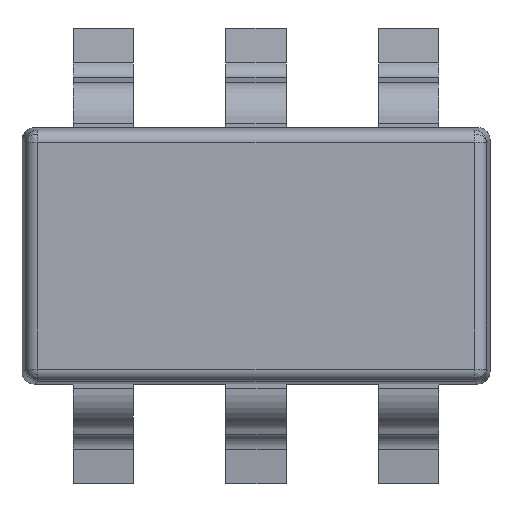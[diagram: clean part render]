
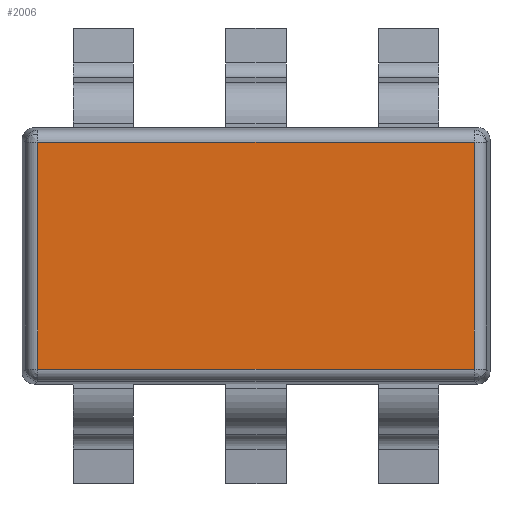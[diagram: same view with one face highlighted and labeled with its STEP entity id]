
A CAD part, top view. The second image highlights one B-rep face of the part: STEP entity #2006.
In plain terms, the highlighted face is planar.
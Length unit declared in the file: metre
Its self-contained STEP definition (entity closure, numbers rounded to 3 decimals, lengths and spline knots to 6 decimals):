
#18 = DIRECTION ( 'NONE',  ( 0., 0., -1. ) ) ;
#62 = LINE ( 'NONE', #2309, #338 ) ;
#117 = VERTEX_POINT ( 'NONE', #719 ) ;
#197 = ORIENTED_EDGE ( 'NONE', *, *, #2178, .T. ) ;
#271 = LINE ( 'NONE', #1546, #1368 ) ;
#317 = CARTESIAN_POINT ( 'NONE',  ( 0.001362, 0.000254, -0.000708 ) ) ;
#338 = VECTOR ( 'NONE', #18, 1. ) ;
#405 = EDGE_CURVE ( 'NONE', #117, #2362, #2363, .T. ) ;
#457 = VERTEX_POINT ( 'NONE', #1346 ) ;
#498 = PLANE ( 'NONE',  #1996 ) ;
#566 = DIRECTION ( 'NONE',  ( 1., 0., 0. ) ) ;
#620 = CARTESIAN_POINT ( 'NONE',  ( 0.001362, 0.000254, 0.000708 ) ) ;
#719 = CARTESIAN_POINT ( 'NONE',  ( -0.001362, 0.000254, 0.000708 ) ) ;
#777 = CARTESIAN_POINT ( 'NONE',  ( 0., 0.000254, 0.000708 ) ) ;
#789 = LINE ( 'NONE', #1367, #1169 ) ;
#903 = VERTEX_POINT ( 'NONE', #317 ) ;
#971 = EDGE_CURVE ( 'NONE', #2362, #903, #62, .T. ) ;
#1007 = DIRECTION ( 'NONE',  ( -1., 0., 0. ) ) ;
#1169 = VECTOR ( 'NONE', #1997, 1. ) ;
#1254 = DIRECTION ( 'NONE',  ( 0., 0., 1. ) ) ;
#1261 = CARTESIAN_POINT ( 'NONE',  ( 0., 0.000254, 0. ) ) ;
#1343 = FACE_OUTER_BOUND ( 'NONE', #1387, .T. ) ;
#1344 = EDGE_CURVE ( 'NONE', #903, #457, #271, .T. ) ;
#1346 = CARTESIAN_POINT ( 'NONE',  ( -0.001362, 0.000254, -0.000708 ) ) ;
#1367 = CARTESIAN_POINT ( 'NONE',  ( -0.001362, 0.000254, 0. ) ) ;
#1368 = VECTOR ( 'NONE', #1007, 1. ) ;
#1387 = EDGE_LOOP ( 'NONE', ( #1954, #197, #1522, #2196 ) ) ;
#1522 = ORIENTED_EDGE ( 'NONE', *, *, #405, .T. ) ;
#1546 = CARTESIAN_POINT ( 'NONE',  ( 0., 0.000254, -0.000708 ) ) ;
#1954 = ORIENTED_EDGE ( 'NONE', *, *, #1344, .T. ) ;
#1996 = AXIS2_PLACEMENT_3D ( 'NONE', #1261, #2416, #1254 ) ;
#1997 = DIRECTION ( 'NONE',  ( 0., 0., 1. ) ) ;
#2006 = ADVANCED_FACE ( 'NONE', ( #1343 ), #498, .T. ) ;
#2042 = VECTOR ( 'NONE', #566, 1. ) ;
#2178 = EDGE_CURVE ( 'NONE', #457, #117, #789, .T. ) ;
#2196 = ORIENTED_EDGE ( 'NONE', *, *, #971, .T. ) ;
#2309 = CARTESIAN_POINT ( 'NONE',  ( 0.001362, 0.000254, 0. ) ) ;
#2362 = VERTEX_POINT ( 'NONE', #620 ) ;
#2363 = LINE ( 'NONE', #777, #2042 ) ;
#2416 = DIRECTION ( 'NONE',  ( 0., 1., 0. ) ) ;
